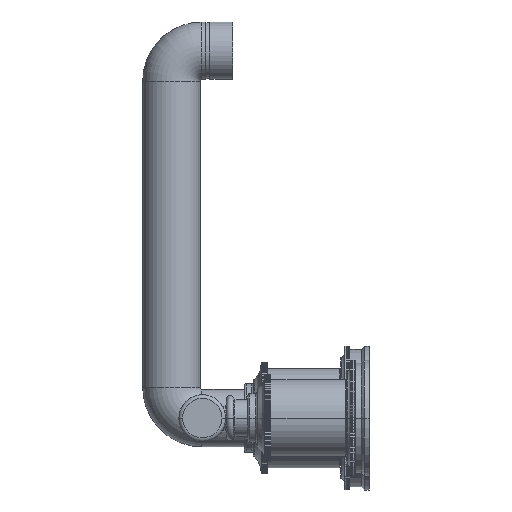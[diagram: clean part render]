
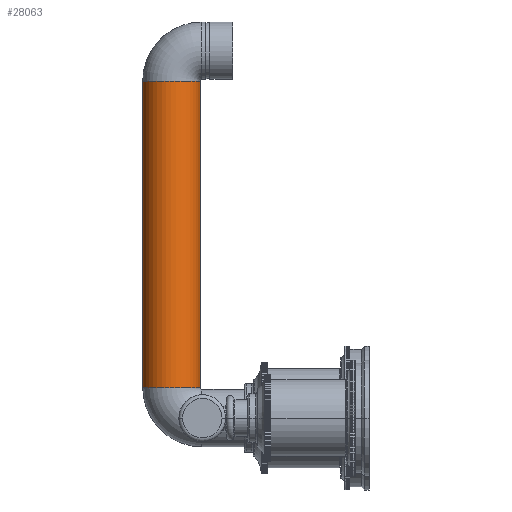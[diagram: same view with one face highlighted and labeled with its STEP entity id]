
A CAD part, left-side view. The second image highlights one B-rep face of the part: STEP entity #28063.
In plain terms, the highlighted cylindrical face has radius 11.919 mm (diameter 23.838 mm), a partial arc.
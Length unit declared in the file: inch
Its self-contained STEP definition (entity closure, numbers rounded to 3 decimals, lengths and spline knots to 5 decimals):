
#10474=CARTESIAN_POINT('',(0.,3.237,0.4995));
#10475=DIRECTION('',(0.,0.,1.));
#10476=DIRECTION('',(0.,1.,0.));
#10477=AXIS2_PLACEMENT_3D('',#10474,#10475,#10476);
#10479=DIRECTION('',(0.,0.,1.));
#10480=VECTOR('',#10479,5.008);
#10481=CARTESIAN_POINT('',(0.,3.70625,0.4995));
#10482=LINE('',#10481,#10480);
#10488=DIRECTION('',(0.,0.,1.));
#10489=VECTOR('',#10488,5.008);
#10490=CARTESIAN_POINT('',(0.,2.76775,0.4995));
#10491=LINE('',#10490,#10489);
#10502=CARTESIAN_POINT('',(0.,3.237,5.5075));
#10503=DIRECTION('',(0.,0.,1.));
#10504=DIRECTION('',(0.,1.,0.));
#10505=AXIS2_PLACEMENT_3D('',#10502,#10503,#10504);
#13876=CARTESIAN_POINT('',(0.,2.76775,0.4995));
#13877=CARTESIAN_POINT('',(0.,3.70625,0.4995));
#13878=VERTEX_POINT('',#13876);
#13879=VERTEX_POINT('',#13877);
#13880=CARTESIAN_POINT('',(0.,2.76775,5.5075));
#13881=CARTESIAN_POINT('',(0.,3.70625,5.5075));
#13882=VERTEX_POINT('',#13880);
#13883=VERTEX_POINT('',#13881);
#28049=CARTESIAN_POINT('',(0.,3.237,0.4995));
#28050=DIRECTION('',(0.,0.,1.));
#28051=DIRECTION('',(0.,-1.,0.));
#28052=AXIS2_PLACEMENT_3D('',#28049,#28050,#28051);
#28053=CYLINDRICAL_SURFACE('',#28052,0.46925);
#28054=ORIENTED_EDGE('',*,*,#28043,.F.);
#28056=ORIENTED_EDGE('',*,*,#28055,.T.);
#28058=ORIENTED_EDGE('',*,*,#28057,.T.);
#28060=ORIENTED_EDGE('',*,*,#28059,.F.);
#28061=EDGE_LOOP('',(#28054,#28056,#28058,#28060));
#28062=FACE_OUTER_BOUND('',#28061,.F.);
#28063=ADVANCED_FACE('',(#28062),#28053,.T.);
#10478=CIRCLE('',#10477,0.46925);
#10506=CIRCLE('',#10505,0.46925);
#28043=EDGE_CURVE('',#13879,#13878,#10478,.T.);
#28055=EDGE_CURVE('',#13879,#13883,#10482,.T.);
#28057=EDGE_CURVE('',#13883,#13882,#10506,.T.);
#28059=EDGE_CURVE('',#13878,#13882,#10491,.T.);
